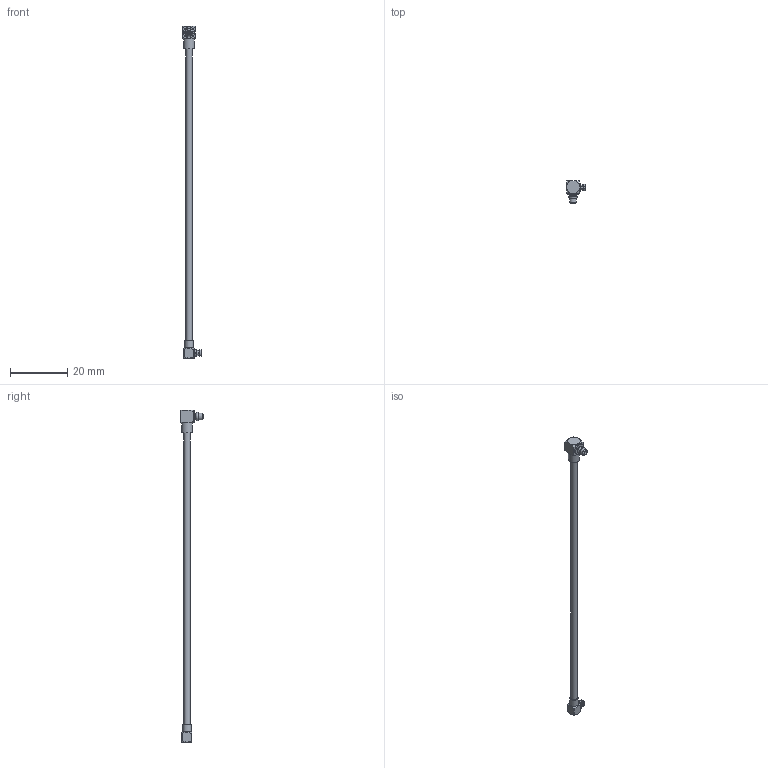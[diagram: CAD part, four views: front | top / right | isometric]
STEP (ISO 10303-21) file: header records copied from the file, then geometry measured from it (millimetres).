
FILE_DESCRIPTION (( 'STEP AP203' ), '1' );
FILE_NAME ('PE3C9331LF-PH90_3D.step', '2022-06-13T15:25:09', ( '' ), ( '' ), 'SwSTEP 2.0', 'SolidWorks 2021', '' );
FILE_SCHEMA (( 'CONFIG_CONTROL_DESIGN' ));
Length unit declared in the file: inch
Products named in the file (4): PE44699; LMR-195-FR^PE3C9331LF-PH90_PE-SR405FL; PE3C9331LF-PH90_3D; PE44494
Assembly tree (3 placements, depth 2):
  PE3C9331LF-PH90_3D
    LMR-195-FR^PE3C9331LF-PH90_PE-SR405FL
    PE44494
    PE44699
Bounding box: 6.6 x 8 x 115.6 mm (x, y, z)
Volume: 571.7 mm3; surface area: 1100.8 mm2
Topology: 6 solids, 6 shells, 148 faces, 362 edges, 237 vertices
Faces by surface type: plane 73, cone 42, cylinder 27, bspline 5, torus 1
Full cylindrical faces by diameter (mm): 0.508 x1, 1.3 x1, 1.651 x1, 1.945 x1, 2.184 x1, 2.25 x1, 2.261 x1, 2.312 x2, 2.742 x1, 2.886 x1, 3 x1, 3.81 x1, 3.937 x1
Entity records: 5410 total; most frequent: CARTESIAN_POINT 1718, ORIENTED_EDGE 670, DIRECTION 658, EDGE_CURVE 335, AXIS2_PLACEMENT_3D 269, VERTEX_POINT 231, EDGE_LOOP 182, FACE_OUTER_BOUND 163
